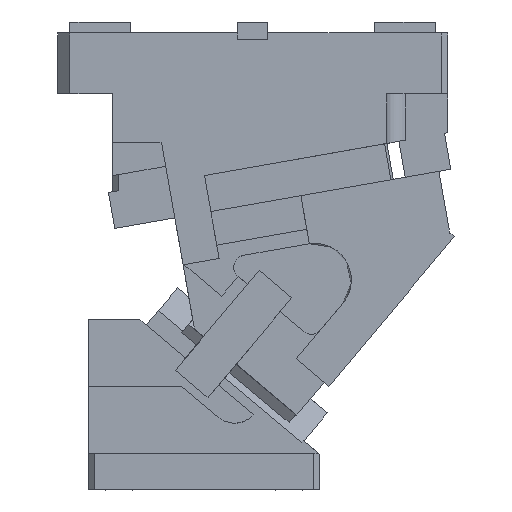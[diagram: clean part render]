
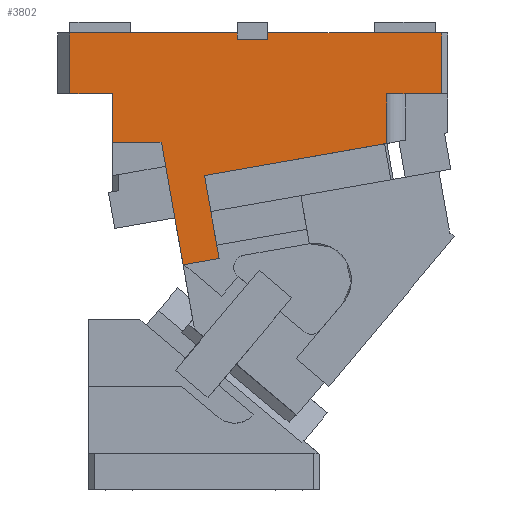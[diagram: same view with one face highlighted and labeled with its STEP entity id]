
A CAD part, front view. The second image highlights one B-rep face of the part: STEP entity #3802.
In plain terms, the highlighted planar face has unit normal (0, -1, 0).
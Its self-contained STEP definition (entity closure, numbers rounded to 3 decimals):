
#2881=CARTESIAN_POINT('Vertex',(20.,-150.,325.)) ;
#2884=CARTESIAN_POINT('Line Origine',(2.5,-150.,325.)) ;
#2888=CARTESIAN_POINT('Vertex',(-15.,-150.,325.)) ;
#3085=CARTESIAN_POINT('Vertex',(122.32,-150.,375.)) ;
#3228=CARTESIAN_POINT('Vertex',(-15.,-150.,375.)) ;
#3231=CARTESIAN_POINT('Line Origine',(53.66,-150.,375.)) ;
#3610=CARTESIAN_POINT('Vertex',(20.,-150.,285.)) ;
#3613=CARTESIAN_POINT('Line Origine',(20.,-150.,305.)) ;
#3684=CARTESIAN_POINT('Axis2P3D Location',(300.459,-150.,207.697)) ;
#3689=CARTESIAN_POINT('Line Origine',(218.66,-150.,375.)) ;
#3693=CARTESIAN_POINT('Vertex',(147.32,-150.,375.)) ;
#3695=CARTESIAN_POINT('Vertex',(290.,-150.,375.)) ;
#3698=CARTESIAN_POINT('Line Origine',(147.32,-150.,372.5)) ;
#3702=CARTESIAN_POINT('Vertex',(147.32,-150.,370.)) ;
#3705=CARTESIAN_POINT('Line Origine',(134.82,-150.,370.)) ;
#3709=CARTESIAN_POINT('Vertex',(122.32,-150.,370.)) ;
#3712=CARTESIAN_POINT('Line Origine',(122.32,-150.,372.5)) ;
#3717=CARTESIAN_POINT('Line Origine',(-15.,-150.,350.)) ;
#3722=CARTESIAN_POINT('Line Origine',(39.31,-150.,285.)) ;
#3726=CARTESIAN_POINT('Vertex',(58.621,-150.,285.)) ;
#3729=CARTESIAN_POINT('Line Origine',(59.402,-150.,285.138)) ;
#3733=CARTESIAN_POINT('Vertex',(60.182,-150.,285.275)) ;
#3736=CARTESIAN_POINT('Line Origine',(69.038,-150.,235.05)) ;
#3740=CARTESIAN_POINT('Vertex',(77.894,-150.,184.825)) ;
#3743=CARTESIAN_POINT('Line Origine',(92.667,-150.,187.43)) ;
#3747=CARTESIAN_POINT('Vertex',(107.439,-150.,190.034)) ;
#3750=CARTESIAN_POINT('Line Origine',(101.448,-150.,224.01)) ;
#3754=CARTESIAN_POINT('Vertex',(95.457,-150.,257.986)) ;
#3757=CARTESIAN_POINT('Line Origine',(170.229,-150.,271.17)) ;
#3761=CARTESIAN_POINT('Vertex',(245.,-150.,284.355)) ;
#3764=CARTESIAN_POINT('Line Origine',(245.,-150.,304.677)) ;
#3768=CARTESIAN_POINT('Vertex',(245.,-150.,325.)) ;
#3771=CARTESIAN_POINT('Line Origine',(267.5,-150.,325.)) ;
#3775=CARTESIAN_POINT('Vertex',(290.,-150.,325.)) ;
#3778=CARTESIAN_POINT('Line Origine',(290.,-150.,350.)) ;
#2885=DIRECTION('Vector Direction',(1.,0.,0.)) ;
#3232=DIRECTION('Vector Direction',(1.,0.,0.)) ;
#3614=DIRECTION('Vector Direction',(0.,0.,-1.)) ;
#3685=DIRECTION('Axis2P3D Direction',(0.,1.,-0.)) ;
#3686=DIRECTION('Axis2P3D XDirection',(-1.,0.,0.)) ;
#3690=DIRECTION('Vector Direction',(1.,0.,0.)) ;
#3699=DIRECTION('Vector Direction',(0.,0.,-1.)) ;
#3706=DIRECTION('Vector Direction',(1.,0.,0.)) ;
#3713=DIRECTION('Vector Direction',(0.,0.,-1.)) ;
#3718=DIRECTION('Vector Direction',(0.,0.,1.)) ;
#3723=DIRECTION('Vector Direction',(-1.,0.,0.)) ;
#3730=DIRECTION('Vector Direction',(0.985,0.,0.174)) ;
#3737=DIRECTION('Vector Direction',(0.174,0.,-0.985)) ;
#3744=DIRECTION('Vector Direction',(-0.985,0.,-0.174)) ;
#3751=DIRECTION('Vector Direction',(-0.174,0.,0.985)) ;
#3758=DIRECTION('Vector Direction',(0.985,0.,0.174)) ;
#3765=DIRECTION('Vector Direction',(0.,0.,-1.)) ;
#3772=DIRECTION('Vector Direction',(1.,0.,0.)) ;
#3779=DIRECTION('Vector Direction',(0.,0.,-1.)) ;
#3687=AXIS2_PLACEMENT_3D('Plane Axis2P3D',#3684,#3685,#3686) ;
#3784=ORIENTED_EDGE('',*,*,#3697,.F.) ;
#3785=ORIENTED_EDGE('',*,*,#3704,.T.) ;
#3786=ORIENTED_EDGE('',*,*,#3711,.F.) ;
#3787=ORIENTED_EDGE('',*,*,#3716,.F.) ;
#3788=ORIENTED_EDGE('',*,*,#3235,.F.) ;
#3789=ORIENTED_EDGE('',*,*,#3721,.F.) ;
#3790=ORIENTED_EDGE('',*,*,#2890,.T.) ;
#3791=ORIENTED_EDGE('',*,*,#3617,.T.) ;
#3792=ORIENTED_EDGE('',*,*,#3728,.F.) ;
#3793=ORIENTED_EDGE('',*,*,#3735,.T.) ;
#3794=ORIENTED_EDGE('',*,*,#3742,.T.) ;
#3795=ORIENTED_EDGE('',*,*,#3749,.T.) ;
#3796=ORIENTED_EDGE('',*,*,#3756,.T.) ;
#3797=ORIENTED_EDGE('',*,*,#3763,.T.) ;
#3798=ORIENTED_EDGE('',*,*,#3770,.F.) ;
#3799=ORIENTED_EDGE('',*,*,#3777,.T.) ;
#3800=ORIENTED_EDGE('',*,*,#3782,.F.) ;
#2886=VECTOR('Line Direction',#2885,1.) ;
#3233=VECTOR('Line Direction',#3232,1.) ;
#3615=VECTOR('Line Direction',#3614,1.) ;
#3691=VECTOR('Line Direction',#3690,1.) ;
#3700=VECTOR('Line Direction',#3699,1.) ;
#3707=VECTOR('Line Direction',#3706,1.) ;
#3714=VECTOR('Line Direction',#3713,1.) ;
#3719=VECTOR('Line Direction',#3718,1.) ;
#3724=VECTOR('Line Direction',#3723,1.) ;
#3731=VECTOR('Line Direction',#3730,1.) ;
#3738=VECTOR('Line Direction',#3737,1.) ;
#3745=VECTOR('Line Direction',#3744,1.) ;
#3752=VECTOR('Line Direction',#3751,1.) ;
#3759=VECTOR('Line Direction',#3758,1.) ;
#3766=VECTOR('Line Direction',#3765,1.) ;
#3773=VECTOR('Line Direction',#3772,1.) ;
#3780=VECTOR('Line Direction',#3779,1.) ;
#3802=ADVANCED_FACE('CAM HOLDER',(#3801),#3688,.F.) ;
#2890=EDGE_CURVE('',#2889,#2882,#2887,.T.) ;
#3235=EDGE_CURVE('',#3229,#3086,#3234,.T.) ;
#3617=EDGE_CURVE('',#2882,#3611,#3616,.T.) ;
#3697=EDGE_CURVE('',#3694,#3696,#3692,.T.) ;
#3704=EDGE_CURVE('',#3694,#3703,#3701,.T.) ;
#3711=EDGE_CURVE('',#3710,#3703,#3708,.T.) ;
#3716=EDGE_CURVE('',#3086,#3710,#3715,.T.) ;
#3721=EDGE_CURVE('',#2889,#3229,#3720,.T.) ;
#3728=EDGE_CURVE('',#3727,#3611,#3725,.T.) ;
#3735=EDGE_CURVE('',#3727,#3734,#3732,.T.) ;
#3742=EDGE_CURVE('',#3734,#3741,#3739,.T.) ;
#3749=EDGE_CURVE('',#3741,#3748,#3746,.F.) ;
#3756=EDGE_CURVE('',#3748,#3755,#3753,.T.) ;
#3763=EDGE_CURVE('',#3755,#3762,#3760,.T.) ;
#3770=EDGE_CURVE('',#3769,#3762,#3767,.T.) ;
#3777=EDGE_CURVE('',#3769,#3776,#3774,.T.) ;
#3782=EDGE_CURVE('',#3696,#3776,#3781,.T.) ;
#3783=EDGE_LOOP('',(#3784,#3785,#3786,#3787,#3788,#3789,#3790,#3791,#3792,#3793,#3794,#3795,#3796,#3797,#3798,#3799,#3800)) ;
#3801=FACE_OUTER_BOUND('',#3783,.T.) ;
#2887=LINE('Line',#2884,#2886) ;
#3234=LINE('Line',#3231,#3233) ;
#3616=LINE('Line',#3613,#3615) ;
#3692=LINE('Line',#3689,#3691) ;
#3701=LINE('Line',#3698,#3700) ;
#3708=LINE('Line',#3705,#3707) ;
#3715=LINE('Line',#3712,#3714) ;
#3720=LINE('Line',#3717,#3719) ;
#3725=LINE('Line',#3722,#3724) ;
#3732=LINE('Line',#3729,#3731) ;
#3739=LINE('Line',#3736,#3738) ;
#3746=LINE('Line',#3743,#3745) ;
#3753=LINE('Line',#3750,#3752) ;
#3760=LINE('Line',#3757,#3759) ;
#3767=LINE('Line',#3764,#3766) ;
#3774=LINE('Line',#3771,#3773) ;
#3781=LINE('Line',#3778,#3780) ;
#3688=PLANE('Plane',#3687) ;
#2882=VERTEX_POINT('',#2881) ;
#2889=VERTEX_POINT('',#2888) ;
#3086=VERTEX_POINT('',#3085) ;
#3229=VERTEX_POINT('',#3228) ;
#3611=VERTEX_POINT('',#3610) ;
#3694=VERTEX_POINT('',#3693) ;
#3696=VERTEX_POINT('',#3695) ;
#3703=VERTEX_POINT('',#3702) ;
#3710=VERTEX_POINT('',#3709) ;
#3727=VERTEX_POINT('',#3726) ;
#3734=VERTEX_POINT('',#3733) ;
#3741=VERTEX_POINT('',#3740) ;
#3748=VERTEX_POINT('',#3747) ;
#3755=VERTEX_POINT('',#3754) ;
#3762=VERTEX_POINT('',#3761) ;
#3769=VERTEX_POINT('',#3768) ;
#3776=VERTEX_POINT('',#3775) ;
